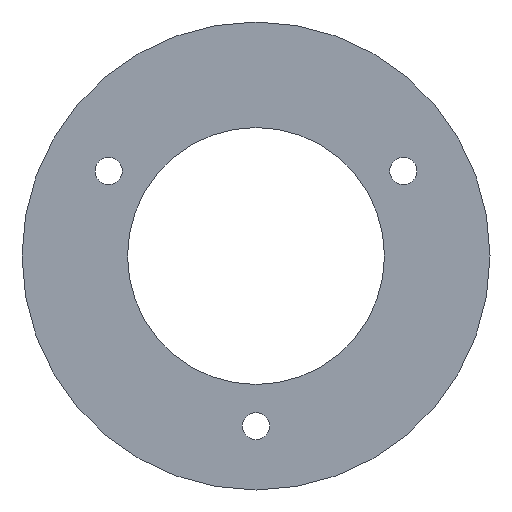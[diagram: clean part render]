
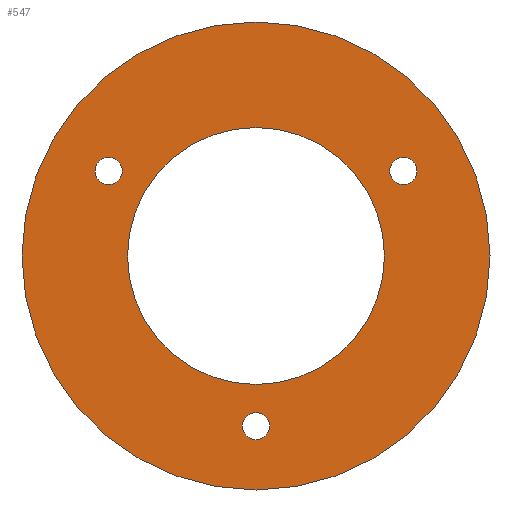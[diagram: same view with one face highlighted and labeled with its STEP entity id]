
A CAD part, front view. The second image highlights one B-rep face of the part: STEP entity #547.
In plain terms, the highlighted planar face has unit normal (0, -1, 0).
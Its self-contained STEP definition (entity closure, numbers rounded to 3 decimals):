
#3 = DIRECTION ( 'NONE',  ( 0., 0., 1. ) ) ;
#11 = DIRECTION ( 'NONE',  ( 0., 1., 0. ) ) ;
#14 = CARTESIAN_POINT ( 'NONE',  ( 0., 0., 0. ) ) ;
#21 = FACE_OUTER_BOUND ( 'NONE', #435, .T. ) ;
#24 = CIRCLE ( 'NONE', #555, 1.6 ) ;
#25 = CARTESIAN_POINT ( 'NONE',  ( 0., 0., 0. ) ) ;
#26 = CARTESIAN_POINT ( 'NONE',  ( -17.321, 0., 10. ) ) ;
#32 = DIRECTION ( 'NONE',  ( 0., 1., 0. ) ) ;
#33 = DIRECTION ( 'NONE',  ( 0., 0., 1. ) ) ;
#40 = DIRECTION ( 'NONE',  ( 0., 0., -1. ) ) ;
#49 = AXIS2_PLACEMENT_3D ( 'NONE', #25, #155, #463 ) ;
#63 = AXIS2_PLACEMENT_3D ( 'NONE', #537, #585, #33 ) ;
#68 = VERTEX_POINT ( 'NONE', #459 ) ;
#82 = DIRECTION ( 'NONE',  ( 0., 1., 0. ) ) ;
#87 = DIRECTION ( 'NONE',  ( 0., -1., 0. ) ) ;
#97 = CIRCLE ( 'NONE', #217, 1.6 ) ;
#107 = AXIS2_PLACEMENT_3D ( 'NONE', #520, #513, #369 ) ;
#114 = DIRECTION ( 'NONE',  ( 0., 0., 1. ) ) ;
#116 = EDGE_LOOP ( 'NONE', ( #497, #147 ) ) ;
#120 = CIRCLE ( 'NONE', #153, 27.5 ) ;
#125 = AXIS2_PLACEMENT_3D ( 'NONE', #443, #529, #3 ) ;
#130 = FACE_BOUND ( 'NONE', #488, .T. ) ;
#134 = VERTEX_POINT ( 'NONE', #455 ) ;
#147 = ORIENTED_EDGE ( 'NONE', *, *, #152, .F. ) ;
#152 = EDGE_CURVE ( 'NONE', #392, #386, #548, .T. ) ;
#153 = AXIS2_PLACEMENT_3D ( 'NONE', #292, #32, #114 ) ;
#155 = DIRECTION ( 'NONE',  ( 0., 1., 0. ) ) ;
#157 = DIRECTION ( 'NONE',  ( 0., 0., 1. ) ) ;
#165 = DIRECTION ( 'NONE',  ( 0., 1., 0. ) ) ;
#167 = CARTESIAN_POINT ( 'NONE',  ( 17.321, 0., 10. ) ) ;
#173 = CARTESIAN_POINT ( 'NONE',  ( 0., 0., -20. ) ) ;
#180 = VERTEX_POINT ( 'NONE', #532 ) ;
#184 = CARTESIAN_POINT ( 'NONE',  ( -17.321, 0., 10. ) ) ;
#191 = ORIENTED_EDGE ( 'NONE', *, *, #193, .T. ) ;
#193 = EDGE_CURVE ( 'NONE', #414, #68, #97, .T. ) ;
#195 = AXIS2_PLACEMENT_3D ( 'NONE', #448, #87, #397 ) ;
#200 = ORIENTED_EDGE ( 'NONE', *, *, #573, .F. ) ;
#217 = AXIS2_PLACEMENT_3D ( 'NONE', #173, #11, #303 ) ;
#237 = CIRCLE ( 'NONE', #49, 27.5 ) ;
#246 = DIRECTION ( 'NONE',  ( 0., -1., 0. ) ) ;
#249 = FACE_BOUND ( 'NONE', #116, .T. ) ;
#251 = VERTEX_POINT ( 'NONE', #342 ) ;
#256 = ORIENTED_EDGE ( 'NONE', *, *, #572, .T. ) ;
#263 = VERTEX_POINT ( 'NONE', #405 ) ;
#270 = AXIS2_PLACEMENT_3D ( 'NONE', #167, #165, #484 ) ;
#279 = DIRECTION ( 'NONE',  ( 0., 0., 1. ) ) ;
#282 = DIRECTION ( 'NONE',  ( 0., 1., 0. ) ) ;
#289 = VERTEX_POINT ( 'NONE', #528 ) ;
#291 = EDGE_LOOP ( 'NONE', ( #518, #191 ) ) ;
#292 = CARTESIAN_POINT ( 'NONE',  ( 0., 0., 0. ) ) ;
#302 = AXIS2_PLACEMENT_3D ( 'NONE', #14, #246, #40 ) ;
#303 = DIRECTION ( 'NONE',  ( 0., 0., 1. ) ) ;
#305 = CIRCLE ( 'NONE', #496, 1.6 ) ;
#308 = CARTESIAN_POINT ( 'NONE',  ( 0., 0., -27.5 ) ) ;
#322 = ORIENTED_EDGE ( 'NONE', *, *, #471, .T. ) ;
#342 = CARTESIAN_POINT ( 'NONE',  ( -17.321, 0., 8.4 ) ) ;
#347 = VERTEX_POINT ( 'NONE', #308 ) ;
#349 = CARTESIAN_POINT ( 'NONE',  ( 0., 0., -21.6 ) ) ;
#353 = CIRCLE ( 'NONE', #302, 15.1 ) ;
#365 = FACE_BOUND ( 'NONE', #452, .T. ) ;
#369 = DIRECTION ( 'NONE',  ( 0., 0., -1. ) ) ;
#386 = VERTEX_POINT ( 'NONE', #410 ) ;
#392 = VERTEX_POINT ( 'NONE', #546 ) ;
#397 = DIRECTION ( 'NONE',  ( 0., 0., -1. ) ) ;
#405 = CARTESIAN_POINT ( 'NONE',  ( 17.321, 0., 11.6 ) ) ;
#410 = CARTESIAN_POINT ( 'NONE',  ( 0., 0., -15.1 ) ) ;
#414 = VERTEX_POINT ( 'NONE', #349 ) ;
#415 = ORIENTED_EDGE ( 'NONE', *, *, #436, .T. ) ;
#416 = EDGE_CURVE ( 'NONE', #68, #414, #574, .T. ) ;
#417 = CIRCLE ( 'NONE', #63, 1.6 ) ;
#435 = EDGE_LOOP ( 'NONE', ( #200, #575 ) ) ;
#436 = EDGE_CURVE ( 'NONE', #251, #180, #305, .T. ) ;
#441 = EDGE_CURVE ( 'NONE', #134, #263, #417, .T. ) ;
#443 = CARTESIAN_POINT ( 'NONE',  ( 0., 0., -20. ) ) ;
#448 = CARTESIAN_POINT ( 'NONE',  ( 0., 0., 0. ) ) ;
#452 = EDGE_LOOP ( 'NONE', ( #256, #415 ) ) ;
#455 = CARTESIAN_POINT ( 'NONE',  ( 17.321, 0., 8.4 ) ) ;
#459 = CARTESIAN_POINT ( 'NONE',  ( 0., 0., -18.4 ) ) ;
#463 = DIRECTION ( 'NONE',  ( 0., 0., 1. ) ) ;
#471 = EDGE_CURVE ( 'NONE', #263, #134, #523, .T. ) ;
#484 = DIRECTION ( 'NONE',  ( 0., 0., 1. ) ) ;
#488 = EDGE_LOOP ( 'NONE', ( #322, #549 ) ) ;
#491 = FACE_BOUND ( 'NONE', #291, .T. ) ;
#496 = AXIS2_PLACEMENT_3D ( 'NONE', #184, #82, #157 ) ;
#497 = ORIENTED_EDGE ( 'NONE', *, *, #570, .F. ) ;
#513 = DIRECTION ( 'NONE',  ( 0., -1., 0. ) ) ;
#518 = ORIENTED_EDGE ( 'NONE', *, *, #416, .T. ) ;
#520 = CARTESIAN_POINT ( 'NONE',  ( 27.5, 0., 0. ) ) ;
#523 = CIRCLE ( 'NONE', #270, 1.6 ) ;
#528 = CARTESIAN_POINT ( 'NONE',  ( 0., 0., 27.5 ) ) ;
#529 = DIRECTION ( 'NONE',  ( 0., 1., 0. ) ) ;
#532 = CARTESIAN_POINT ( 'NONE',  ( -17.321, 0., 11.6 ) ) ;
#537 = CARTESIAN_POINT ( 'NONE',  ( 17.321, 0., 10. ) ) ;
#546 = CARTESIAN_POINT ( 'NONE',  ( 0., 0., 15.1 ) ) ;
#547 = ADVANCED_FACE ( 'NONE', ( #491, #130, #365, #249, #21 ), #552, .T. ) ;
#548 = CIRCLE ( 'NONE', #195, 15.1 ) ;
#549 = ORIENTED_EDGE ( 'NONE', *, *, #441, .T. ) ;
#551 = EDGE_CURVE ( 'NONE', #347, #289, #237, .T. ) ;
#552 = PLANE ( 'NONE',  #107 ) ;
#555 = AXIS2_PLACEMENT_3D ( 'NONE', #26, #282, #279 ) ;
#570 = EDGE_CURVE ( 'NONE', #386, #392, #353, .T. ) ;
#572 = EDGE_CURVE ( 'NONE', #180, #251, #24, .T. ) ;
#573 = EDGE_CURVE ( 'NONE', #289, #347, #120, .T. ) ;
#574 = CIRCLE ( 'NONE', #125, 1.6 ) ;
#575 = ORIENTED_EDGE ( 'NONE', *, *, #551, .F. ) ;
#585 = DIRECTION ( 'NONE',  ( 0., 1., 0. ) ) ;
